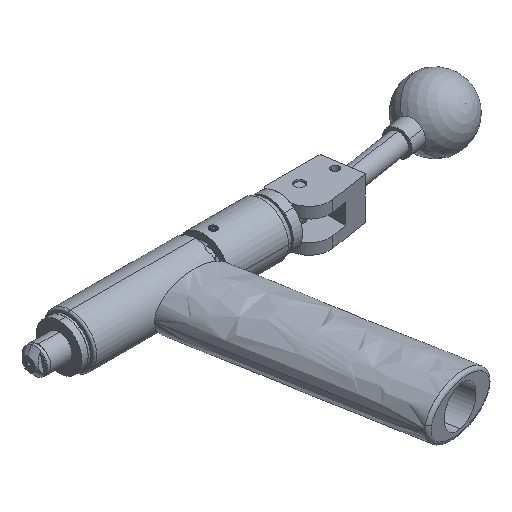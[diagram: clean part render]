
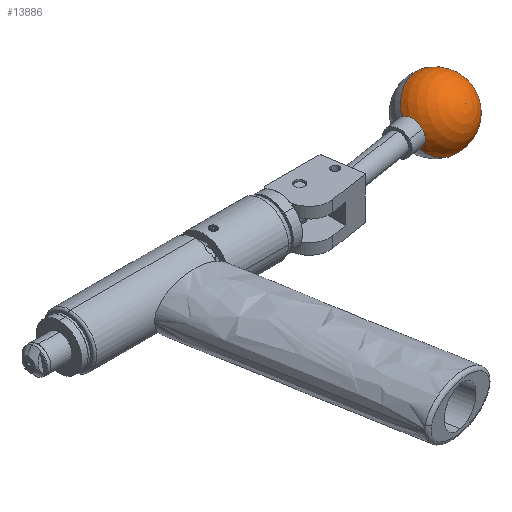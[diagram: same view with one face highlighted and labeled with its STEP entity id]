
A CAD part, isometric view. The second image highlights one B-rep face of the part: STEP entity #13886.
In plain terms, the highlighted spherical face has radius 15.875 mm.
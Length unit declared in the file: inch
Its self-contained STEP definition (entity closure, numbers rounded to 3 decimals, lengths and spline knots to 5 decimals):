
#82 = CIRCLE ( 'NONE', #11526, 0.25 ) ;
#541 = AXIS2_PLACEMENT_3D ( 'NONE', #4796, #13430, #14829 ) ;
#2195 = EDGE_LOOP ( 'NONE', ( #12529, #3097, #13483, #12263 ) ) ;
#2538 = CARTESIAN_POINT ( 'NONE',  ( 6.6125, 0.04597, -0.20274 ) ) ;
#3097 = ORIENTED_EDGE ( 'NONE', *, *, #11847, .T. ) ;
#3120 = CIRCLE ( 'NONE', #4724, 0.25 ) ;
#3177 = CIRCLE ( 'NONE', #541, 0.625 ) ;
#3331 = CARTESIAN_POINT ( 'NONE',  ( 6.56674, 0.3349, 0.20274 ) ) ;
#3408 = VERTEX_POINT ( 'NONE', #13165 ) ;
#3731 = CIRCLE ( 'NONE', #12798, 0.625 ) ;
#4089 = EDGE_CURVE ( 'NONE', #4981, #13508, #3731, .T. ) ;
#4137 = VERTEX_POINT ( 'NONE', #3331 ) ;
#4724 = AXIS2_PLACEMENT_3D ( 'NONE', #14599, #7008, #8270 ) ;
#4796 = CARTESIAN_POINT ( 'NONE',  ( 7.15539, 0.28004, 0. ) ) ;
#4981 = VERTEX_POINT ( 'NONE', #5342 ) ;
#5039 = SPHERICAL_SURFACE ( 'NONE', #9125, 0.625 ) ;
#5342 = CARTESIAN_POINT ( 'NONE',  ( 7.7727, 0.37782, 0. ) ) ;
#5478 = DIRECTION ( 'NONE',  ( 0.127, -0.801, 0.585 ) ) ;
#7008 = DIRECTION ( 'NONE',  ( 0.988, 0.156, 0. ) ) ;
#7235 = FACE_OUTER_BOUND ( 'NONE', #2195, .T. ) ;
#7907 = DIRECTION ( 'NONE',  ( 0.127, -0.801, 0.585 ) ) ;
#8270 = DIRECTION ( 'NONE',  ( 0.127, -0.801, 0.585 ) ) ;
#8290 = DIRECTION ( 'NONE',  ( 0., 0.59, 0.808 ) ) ;
#9125 = AXIS2_PLACEMENT_3D ( 'NONE', #11652, #7907, #14066 ) ;
#9420 = DIRECTION ( 'NONE',  ( 0.988, 0.156, 0. ) ) ;
#9618 = DIRECTION ( 'NONE',  ( -0.127, 0.801, -0.585 ) ) ;
#10410 = EDGE_CURVE ( 'NONE', #4137, #3408, #3120, .T. ) ;
#10627 = CARTESIAN_POINT ( 'NONE',  ( 7.15539, 0.28004, 0. ) ) ;
#11526 = AXIS2_PLACEMENT_3D ( 'NONE', #12158, #9420, #5478 ) ;
#11652 = CARTESIAN_POINT ( 'NONE',  ( 7.15539, 0.28004, 0. ) ) ;
#11847 = EDGE_CURVE ( 'NONE', #4981, #4137, #3177, .T. ) ;
#12158 = CARTESIAN_POINT ( 'NONE',  ( 6.58962, 0.19044, 0. ) ) ;
#12263 = ORIENTED_EDGE ( 'NONE', *, *, #12962, .T. ) ;
#12529 = ORIENTED_EDGE ( 'NONE', *, *, #4089, .F. ) ;
#12798 = AXIS2_PLACEMENT_3D ( 'NONE', #10627, #9618, #8290 ) ;
#12962 = EDGE_CURVE ( 'NONE', #3408, #13508, #82, .T. ) ;
#13165 = CARTESIAN_POINT ( 'NONE',  ( 6.62134, -0.00981, 0.14627 ) ) ;
#13430 = DIRECTION ( 'NONE',  ( 0.127, -0.801, 0.585 ) ) ;
#13483 = ORIENTED_EDGE ( 'NONE', *, *, #10410, .T. ) ;
#13508 = VERTEX_POINT ( 'NONE', #2538 ) ;
#13886 = ADVANCED_FACE ( 'NONE', ( #7235 ), #5039, .T. ) ;
#14066 = DIRECTION ( 'NONE',  ( 0.092, -0.578, -0.811 ) ) ;
#14599 = CARTESIAN_POINT ( 'NONE',  ( 6.58962, 0.19044, 0. ) ) ;
#14829 = DIRECTION ( 'NONE',  ( 0., -0.59, -0.808 ) ) ;
